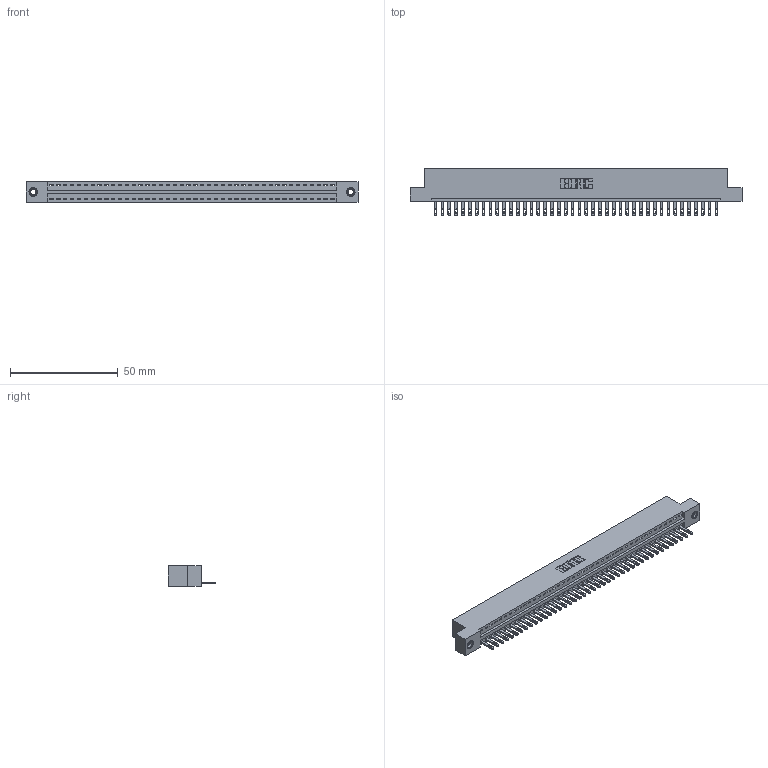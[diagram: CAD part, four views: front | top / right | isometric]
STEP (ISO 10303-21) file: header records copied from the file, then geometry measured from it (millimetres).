
FILE_DESCRIPTION (( 'STEP AP203' ), '1' );
FILE_NAME ('346-042-500-107.STEP', '2018-08-24T12:23:27', ( '' ), ( '' ), 'SwSTEP 2.0', 'SolidWorks 2016', '' );
FILE_SCHEMA (( 'CONFIG_CONTROL_DESIGN' ));
Length unit declared in the file: inch
Products named in the file (4): 346 Part_Flush Mounting Lugs - 0.156 Dia-TI; 345-292-001_345-293-100; 345-250-001_345-250-005-103; 346-042-500-107
Assembly tree (45 placements, depth 2):
  346-042-500-107
    346 Part_Flush Mounting Lugs - 0.156 Dia-TI
    345-292-001_345-293-100  x42
    345-250-001_345-250-005-103  x2
Bounding box: 153.92 x 21.84 x 9.4 mm (x, y, z)
Volume: 14746.4 mm3; surface area: 18563.6 mm2
Topology: 45 solids, 45 shells, 2450 faces, 7521 edges, 5006 vertices
Faces by surface type: plane 1536, cylinder 898, cone 12, torus 4
Entity records: 27182 total; most frequent: CARTESIAN_POINT 4641, ORIENTED_EDGE 4610, DIRECTION 4123, EDGE_CURVE 2305, LINE 1981, VECTOR 1981, VERTEX_POINT 1532, AXIS2_PLACEMENT_3D 1071
